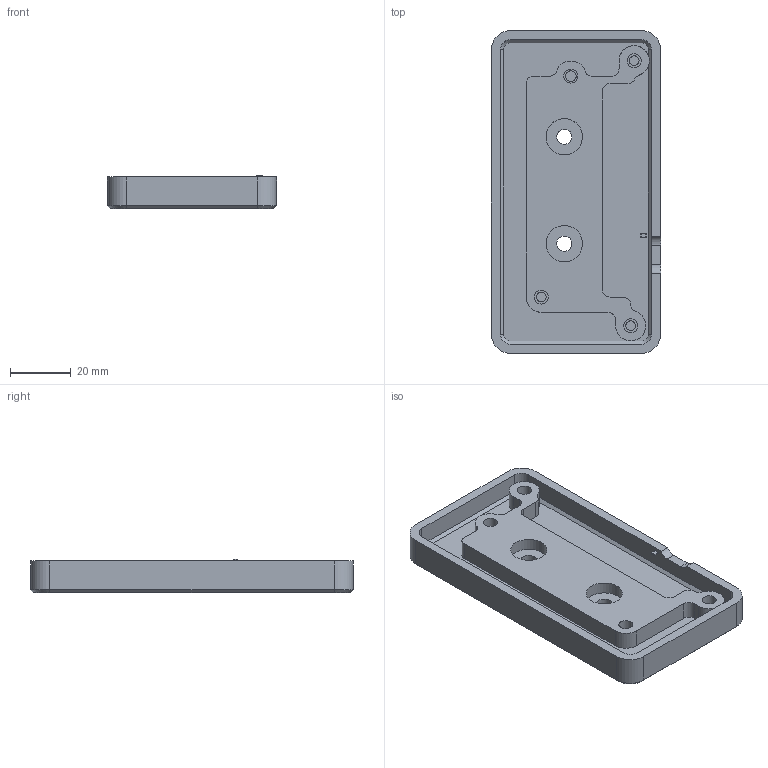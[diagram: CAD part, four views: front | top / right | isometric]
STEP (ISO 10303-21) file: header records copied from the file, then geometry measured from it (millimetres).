
FILE_DESCRIPTION(/* description */ ('KiCad electronic assembly'),/* implementation_level */ '2;1');
FILE_NAME(/* name */ 'ESP-32-Module-Breakout_SimpleMount.step',/* time_stamp */ '2025-09-21T15:51:59+02:00',/* author */ (''),/* organization */ (''),/* preprocessor_version */ 'ST-DEVELOPER v20.1',/* originating_system */ 'Autodesk Translation Framework v14.10.0.0',/* authorisation */ '');
FILE_SCHEMA (('AUTOMOTIVE_DESIGN { 1 0 10303 214 3 1 1 }'));
Length unit declared in the file: millimetre
Products named in the file (3): ESP-32-Module-Breakout 1; R_0805_2012Metric; SimpleMounrBoard
Assembly tree (2 placements, depth 2):
  ESP-32-Module-Breakout 1
    R_0805_2012Metric
    SimpleMounrBoard
Bounding box: 55.88 x 106.6 x 11.04 mm (x, y, z)
Volume: 36554 mm3; surface area: 19405.5 mm2
Topology: 2 solids, 2 shells, 111 faces, 271 edges, 174 vertices
Faces by surface type: plane 58, cylinder 45, cone 8
Full cylindrical faces by diameter (mm): 3.2 x3, 3.5 x1, 4.6 x4, 5 x2, 12 x2
Entity records: 3405 total; most frequent: DIRECTION 603, CARTESIAN_POINT 561, ORIENTED_EDGE 542, EDGE_CURVE 271, AXIS2_PLACEMENT_3D 216, VERTEX_POINT 174, LINE 171, VECTOR 171
